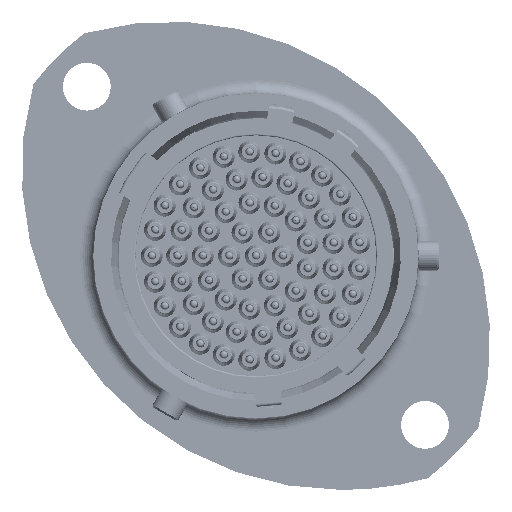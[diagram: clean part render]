
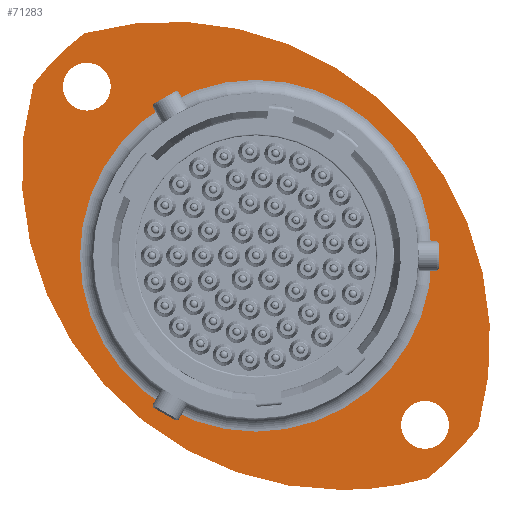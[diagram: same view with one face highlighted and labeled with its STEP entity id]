
A CAD part, left-side view. The second image highlights one B-rep face of the part: STEP entity #71283.
In plain terms, the highlighted planar face has unit normal (-1, 0, 0).
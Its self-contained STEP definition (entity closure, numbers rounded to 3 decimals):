
#104 = CARTESIAN_POINT ( 'NONE',  ( 15.98, 0., 0. ) ) ;
#2655 = EDGE_CURVE ( 'NONE', #94894, #93483, #85372, .T. ) ;
#3632 = ORIENTED_EDGE ( 'NONE', *, *, #39326, .T. ) ;
#3933 = DIRECTION ( 'NONE',  ( 0., 0., -1. ) ) ;
#5427 = CARTESIAN_POINT ( 'NONE',  ( 15.98, -11.673, -15.118 ) ) ;
#5862 = CARTESIAN_POINT ( 'NONE',  ( 15.98, -5.834, -15.916 ) ) ;
#6411 = AXIS2_PLACEMENT_3D ( 'NONE', #33719, #61184, #24412 ) ;
#7244 = CIRCLE ( 'NONE', #65235, 21.75 ) ;
#7813 = AXIS2_PLACEMENT_3D ( 'NONE', #101586, #10782, #28490 ) ;
#8196 = ORIENTED_EDGE ( 'NONE', *, *, #41094, .F. ) ;
#8690 = AXIS2_PLACEMENT_3D ( 'NONE', #102370, #66435, #57156 ) ;
#9308 = AXIS2_PLACEMENT_3D ( 'NONE', #104, #78899, #53290 ) ;
#9501 = AXIS2_PLACEMENT_3D ( 'NONE', #110711, #65105, #109228 ) ;
#9708 = CARTESIAN_POINT ( 'NONE',  ( 15.98, 11.673, 15.118 ) ) ;
#10582 = CARTESIAN_POINT ( 'NONE',  ( 15.98, 11.49, 11.49 ) ) ;
#10629 = EDGE_LOOP ( 'NONE', ( #60628, #82379 ) ) ;
#10782 = DIRECTION ( 'NONE',  ( -1., 0., 0. ) ) ;
#11187 = CARTESIAN_POINT ( 'NONE',  ( 15.98, -15.118, -11.673 ) ) ;
#12646 = EDGE_CURVE ( 'NONE', #42633, #20151, #36024, .T. ) ;
#14527 = EDGE_CURVE ( 'NONE', #58802, #59861, #69651, .T. ) ;
#16163 = ORIENTED_EDGE ( 'NONE', *, *, #2655, .T. ) ;
#18938 = CARTESIAN_POINT ( 'NONE',  ( 15.98, -11.49, -11.49 ) ) ;
#19039 = VERTEX_POINT ( 'NONE', #9708 ) ;
#20151 = VERTEX_POINT ( 'NONE', #108052 ) ;
#20939 = DIRECTION ( 'NONE',  ( -1., 0., 0. ) ) ;
#21706 = CARTESIAN_POINT ( 'NONE',  ( 15.98, -11.49, -13.115 ) ) ;
#24412 = DIRECTION ( 'NONE',  ( 0., 0., -1. ) ) ;
#24595 = CARTESIAN_POINT ( 'NONE',  ( 15.98, -11.49, -11.49 ) ) ;
#25715 = ORIENTED_EDGE ( 'NONE', *, *, #12646, .T. ) ;
#26393 = CIRCLE ( 'NONE', #92957, 1.625 ) ;
#27307 = ORIENTED_EDGE ( 'NONE', *, *, #98830, .T. ) ;
#27404 = DIRECTION ( 'NONE',  ( 0., 0., -1. ) ) ;
#28490 = DIRECTION ( 'NONE',  ( 0., 0., 1. ) ) ;
#31626 = CARTESIAN_POINT ( 'NONE',  ( 15.98, 11.49, 13.115 ) ) ;
#31981 = VERTEX_POINT ( 'NONE', #88222 ) ;
#32175 = DIRECTION ( 'NONE',  ( 0., 0., -1. ) ) ;
#33719 = CARTESIAN_POINT ( 'NONE',  ( 15.98, -5.834, 5.834 ) ) ;
#33821 = VERTEX_POINT ( 'NONE', #5862 ) ;
#33901 = DIRECTION ( 'NONE',  ( 0., 0., -1. ) ) ;
#35349 = CARTESIAN_POINT ( 'NONE',  ( 15.98, 11.055, 0. ) ) ;
#36024 = CIRCLE ( 'NONE', #108155, 11.955 ) ;
#36368 = FACE_OUTER_BOUND ( 'NONE', #100335, .T. ) ;
#38297 = CARTESIAN_POINT ( 'NONE',  ( 15.98, 11.49, 11.49 ) ) ;
#38766 = DIRECTION ( 'NONE',  ( 0., 0., -1. ) ) ;
#39326 = EDGE_CURVE ( 'NONE', #33821, #94894, #7244, .T. ) ;
#39735 = PLANE ( 'NONE',  #62105 ) ;
#41016 = CIRCLE ( 'NONE', #6411, 21.75 ) ;
#41094 = EDGE_CURVE ( 'NONE', #59861, #58802, #83737, .T. ) ;
#41728 = EDGE_CURVE ( 'NONE', #31981, #89194, #52241, .T. ) ;
#42633 = VERTEX_POINT ( 'NONE', #106657 ) ;
#51683 = DIRECTION ( 'NONE',  ( -1., 0., 0. ) ) ;
#51884 = ORIENTED_EDGE ( 'NONE', *, *, #70144, .T. ) ;
#52158 = CARTESIAN_POINT ( 'NONE',  ( 15.98, 0., 0. ) ) ;
#52241 = CIRCLE ( 'NONE', #52339, 1.625 ) ;
#52339 = AXIS2_PLACEMENT_3D ( 'NONE', #10582, #20939, #38766 ) ;
#53290 = DIRECTION ( 'NONE',  ( 0., 0., 1. ) ) ;
#55480 = DIRECTION ( 'NONE',  ( 1., 0., 0. ) ) ;
#57156 = DIRECTION ( 'NONE',  ( 0., 0., -1. ) ) ;
#57548 = ORIENTED_EDGE ( 'NONE', *, *, #14527, .F. ) ;
#58156 = CIRCLE ( 'NONE', #7813, 19.1 ) ;
#58802 = VERTEX_POINT ( 'NONE', #21706 ) ;
#59861 = VERTEX_POINT ( 'NONE', #93057 ) ;
#60628 = ORIENTED_EDGE ( 'NONE', *, *, #41728, .F. ) ;
#61184 = DIRECTION ( 'NONE',  ( -1., 0., 0. ) ) ;
#62105 = AXIS2_PLACEMENT_3D ( 'NONE', #35349, #55480, #32175 ) ;
#62290 = ORIENTED_EDGE ( 'NONE', *, *, #89711, .T. ) ;
#62616 = DIRECTION ( 'NONE',  ( 0., 0., -1. ) ) ;
#63531 = EDGE_LOOP ( 'NONE', ( #57548, #8196 ) ) ;
#64737 = AXIS2_PLACEMENT_3D ( 'NONE', #24595, #51683, #33901 ) ;
#65105 = DIRECTION ( 'NONE',  ( -1., 0., 0. ) ) ;
#65235 = AXIS2_PLACEMENT_3D ( 'NONE', #73472, #82764, #109826 ) ;
#66435 = DIRECTION ( 'NONE',  ( 1., 0., 0. ) ) ;
#69651 = CIRCLE ( 'NONE', #64737, 1.625 ) ;
#69958 = DIRECTION ( 'NONE',  ( 1., 0., 0. ) ) ;
#70144 = EDGE_CURVE ( 'NONE', #93483, #19039, #84008, .T. ) ;
#71283 = ADVANCED_FACE ( 'NONE', ( #86207, #106997, #83431, #36368 ), #39735, .F. ) ;
#73472 = CARTESIAN_POINT ( 'NONE',  ( 15.98, -5.834, 5.834 ) ) ;
#73807 = CIRCLE ( 'NONE', #8690, 11.955 ) ;
#77321 = EDGE_CURVE ( 'NONE', #89194, #31981, #26393, .T. ) ;
#78899 = DIRECTION ( 'NONE',  ( -1., 0., 0. ) ) ;
#80461 = DIRECTION ( 'NONE',  ( -1., 0., 0. ) ) ;
#82379 = ORIENTED_EDGE ( 'NONE', *, *, #77321, .F. ) ;
#82764 = DIRECTION ( 'NONE',  ( -1., 0., 0. ) ) ;
#82776 = DIRECTION ( 'NONE',  ( -1., 0., 0. ) ) ;
#83431 = FACE_BOUND ( 'NONE', #63531, .T. ) ;
#83737 = CIRCLE ( 'NONE', #107809, 1.625 ) ;
#84008 = CIRCLE ( 'NONE', #9501, 21.75 ) ;
#84063 = EDGE_CURVE ( 'NONE', #19039, #98386, #58156, .T. ) ;
#85372 = CIRCLE ( 'NONE', #9308, 19.1 ) ;
#86207 = FACE_BOUND ( 'NONE', #108154, .T. ) ;
#88222 = CARTESIAN_POINT ( 'NONE',  ( 15.98, 11.49, 9.865 ) ) ;
#89194 = VERTEX_POINT ( 'NONE', #31626 ) ;
#89711 = EDGE_CURVE ( 'NONE', #20151, #42633, #73807, .T. ) ;
#92957 = AXIS2_PLACEMENT_3D ( 'NONE', #38297, #82776, #3933 ) ;
#93057 = CARTESIAN_POINT ( 'NONE',  ( 15.98, -11.49, -9.865 ) ) ;
#93483 = VERTEX_POINT ( 'NONE', #11187 ) ;
#94894 = VERTEX_POINT ( 'NONE', #5427 ) ;
#98386 = VERTEX_POINT ( 'NONE', #113172 ) ;
#98830 = EDGE_CURVE ( 'NONE', #98386, #33821, #41016, .T. ) ;
#100335 = EDGE_LOOP ( 'NONE', ( #27307, #3632, #16163, #51884, #105697 ) ) ;
#101586 = CARTESIAN_POINT ( 'NONE',  ( 15.98, 0., 0. ) ) ;
#102370 = CARTESIAN_POINT ( 'NONE',  ( 15.98, 0., 0. ) ) ;
#105697 = ORIENTED_EDGE ( 'NONE', *, *, #84063, .T. ) ;
#106657 = CARTESIAN_POINT ( 'NONE',  ( 15.98, 0., 11.955 ) ) ;
#106997 = FACE_BOUND ( 'NONE', #10629, .T. ) ;
#107809 = AXIS2_PLACEMENT_3D ( 'NONE', #18938, #80461, #27404 ) ;
#108052 = CARTESIAN_POINT ( 'NONE',  ( 15.98, 0., -11.955 ) ) ;
#108154 = EDGE_LOOP ( 'NONE', ( #62290, #25715 ) ) ;
#108155 = AXIS2_PLACEMENT_3D ( 'NONE', #52158, #69958, #62616 ) ;
#109228 = DIRECTION ( 'NONE',  ( 0., 0., -1. ) ) ;
#109826 = DIRECTION ( 'NONE',  ( 0., 0., -1. ) ) ;
#110711 = CARTESIAN_POINT ( 'NONE',  ( 15.98, 5.834, -5.834 ) ) ;
#113172 = CARTESIAN_POINT ( 'NONE',  ( 15.98, 15.118, 11.673 ) ) ;
